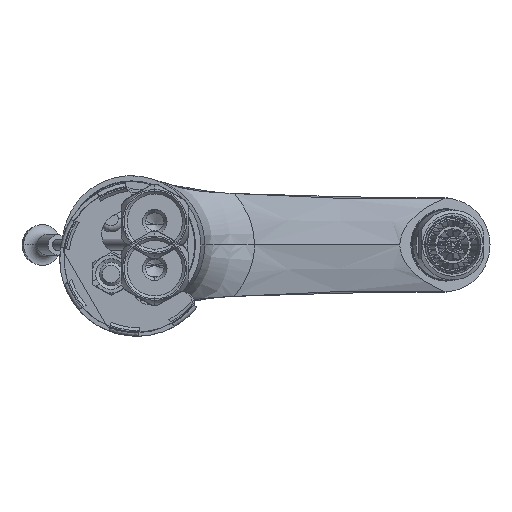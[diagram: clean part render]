
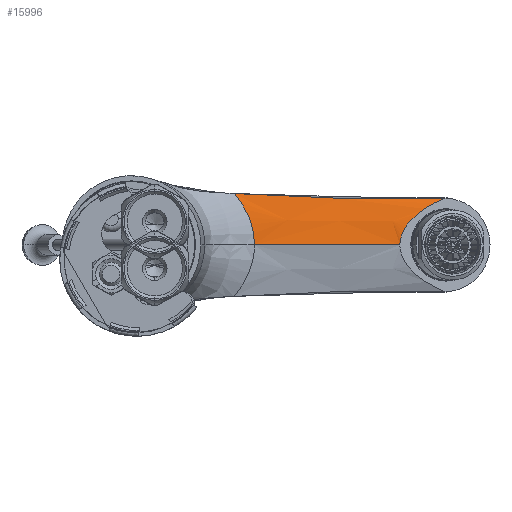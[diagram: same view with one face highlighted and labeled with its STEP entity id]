
A CAD part, front view. The second image highlights one B-rep face of the part: STEP entity #15996.
In plain terms, the highlighted free-form (B-spline) face has degree [3, 3] with [8, 5] control points.
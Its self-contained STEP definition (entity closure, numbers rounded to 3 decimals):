
#4486=CARTESIAN_POINT('',(89.085,-33.284,
0.));
#4487=CARTESIAN_POINT('',(89.085,-33.284,
0.618));
#4488=CARTESIAN_POINT('',(89.197,-33.254,1.853));
#4489=CARTESIAN_POINT('',(89.73,-33.111,3.752));
#4490=CARTESIAN_POINT('',(90.586,-32.882,5.555));
#4491=CARTESIAN_POINT('',(91.751,-32.569,7.294));
#4492=CARTESIAN_POINT('',(93.16,-32.192,8.908));
#4493=CARTESIAN_POINT('',(94.81,-31.75,10.434));
#4494=CARTESIAN_POINT('',(96.735,-31.234,11.905));
#4495=CARTESIAN_POINT('',(98.949,-30.641,13.319));
#4496=CARTESIAN_POINT('',(101.507,-29.955,14.688));
#4497=CARTESIAN_POINT('',(103.488,-29.424,15.571));
#4498=CARTESIAN_POINT('',(104.545,-29.141,16.));
#4500=CARTESIAN_POINT('',(39.172,-37.264,
0.));
#4501=CARTESIAN_POINT('',(42.967,-36.715,
0.));
#4502=CARTESIAN_POINT('',(52.728,-35.448,
0.));
#4503=CARTESIAN_POINT('',(68.515,-34.005,
0.));
#4504=CARTESIAN_POINT('',(81.373,-33.42,
0.));
#4505=CARTESIAN_POINT('',(88.232,-33.296,
0.));
#4506=CARTESIAN_POINT('',(89.085,-33.284,
0.));
#4508=CARTESIAN_POINT('',(39.172,-37.264,
0.));
#4509=CARTESIAN_POINT('',(39.172,-37.264,
0.583));
#4510=CARTESIAN_POINT('',(39.13,-37.254,1.709));
#4511=CARTESIAN_POINT('',(38.964,-37.213,3.277));
#4512=CARTESIAN_POINT('',(38.72,-37.153,4.721));
#4513=CARTESIAN_POINT('',(38.421,-37.08,6.039));
#4514=CARTESIAN_POINT('',(38.085,-36.999,7.228));
#4515=CARTESIAN_POINT('',(37.735,-36.915,8.283));
#4516=CARTESIAN_POINT('',(37.39,-36.834,9.202));
#4517=CARTESIAN_POINT('',(37.013,-36.746,10.11));
#4518=CARTESIAN_POINT('',(36.586,-36.648,11.038));
#4519=CARTESIAN_POINT('',(36.121,-36.542,11.956));
#4520=CARTESIAN_POINT('',(35.629,-36.433,12.849));
#4521=CARTESIAN_POINT('',(35.112,-36.32,13.714));
#4522=CARTESIAN_POINT('',(34.553,-36.201,14.581));
#4523=CARTESIAN_POINT('',(33.916,-36.069,15.501));
#4524=CARTESIAN_POINT('',(33.134,-35.911,16.541));
#4525=CARTESIAN_POINT('',(32.542,-35.795,17.263));
#4526=CARTESIAN_POINT('',(32.224,-35.735,17.634));
#4528=CARTESIAN_POINT('',(104.545,-29.141,16.));
#4529=CARTESIAN_POINT('',(103.25,-29.152,16.045));
#4530=CARTESIAN_POINT('',(100.525,-29.294,15.964));
#4531=CARTESIAN_POINT('',(96.032,-29.554,15.833));
#4532=CARTESIAN_POINT('',(91.148,-29.823,15.807));
#4533=CARTESIAN_POINT('',(85.837,-30.164,15.788));
#4534=CARTESIAN_POINT('',(80.059,-30.575,15.813));
#4535=CARTESIAN_POINT('',(73.765,-31.075,15.886));
#4536=CARTESIAN_POINT('',(66.899,-31.68,16.023));
#4537=CARTESIAN_POINT('',(59.403,-32.413,16.239));
#4538=CARTESIAN_POINT('',(51.206,-33.302,16.556));
#4539=CARTESIAN_POINT('',(42.232,-34.379,16.999));
#4540=CARTESIAN_POINT('',(35.654,-35.253,17.401));
#4541=CARTESIAN_POINT('',(32.224,-35.735,17.634));
#4555=CARTESIAN_POINT('',(89.085,-33.284,
0.));
#4837=CARTESIAN_POINT('',(104.545,-29.141,16.));
#5301=VERTEX_POINT('',#4508);
#5302=VERTEX_POINT('',#4526);
#5708=VERTEX_POINT('',#4555);
#5709=VERTEX_POINT('',#4837);
#15947=CARTESIAN_POINT('',(31.506,-35.766,
17.912));
#15948=CARTESIAN_POINT('',(31.509,-36.667,
14.973));
#15949=CARTESIAN_POINT('',(31.513,-38.019,
8.985));
#15950=CARTESIAN_POINT('',(31.514,-38.46,
2.87));
#15951=CARTESIAN_POINT('',(31.514,-38.451,
-0.177));
#15952=CARTESIAN_POINT('',(37.882,-34.87,
17.466));
#15953=CARTESIAN_POINT('',(37.868,-35.718,
14.618));
#15954=CARTESIAN_POINT('',(37.849,-36.996,
8.789));
#15955=CARTESIAN_POINT('',(37.844,-37.414,2.807));
#15956=CARTESIAN_POINT('',(37.846,-37.405,
-0.173));
#15957=CARTESIAN_POINT('',(50.239,-33.291,
16.752));
#15958=CARTESIAN_POINT('',(50.21,-34.085,
14.058));
#15959=CARTESIAN_POINT('',(50.166,-35.293,
8.487));
#15960=CARTESIAN_POINT('',(50.153,-35.691,
2.711));
#15961=CARTESIAN_POINT('',(50.154,-35.683,
-0.167));
#15962=CARTESIAN_POINT('',(68.606,-31.396,
16.124));
#15963=CARTESIAN_POINT('',(68.58,-32.255,
13.586));
#15964=CARTESIAN_POINT('',(68.538,-33.575,
8.252));
#15965=CARTESIAN_POINT('',(68.519,-34.013,
2.637));
#15966=CARTESIAN_POINT('',(68.515,-34.005,
-0.163));
#15967=CARTESIAN_POINT('',(83.584,-30.205,
15.953));
#15968=CARTESIAN_POINT('',(83.569,-31.23,
13.48));
#15969=CARTESIAN_POINT('',(83.544,-32.807,
8.222));
#15970=CARTESIAN_POINT('',(83.528,-33.332,
2.627));
#15971=CARTESIAN_POINT('',(83.522,-33.322,
-0.162));
#15972=CARTESIAN_POINT('',(95.804,-29.449,
16.023));
#15973=CARTESIAN_POINT('',(95.801,-30.684,
13.567));
#15974=CARTESIAN_POINT('',(95.795,-32.586,
8.299));
#15975=CARTESIAN_POINT('',(95.785,-33.218,
2.65));
#15976=CARTESIAN_POINT('',(95.78,-33.205,
-0.163));
#15977=CARTESIAN_POINT('',(102.034,-29.137,
16.132));
#15978=CARTESIAN_POINT('',(102.034,-30.536,
13.672));
#15979=CARTESIAN_POINT('',(102.034,-32.685,
8.374));
#15980=CARTESIAN_POINT('',(102.03,-33.399,
2.674));
#15981=CARTESIAN_POINT('',(102.028,-33.384,
-0.165));
#15982=CARTESIAN_POINT('',(105.269,-28.995,
16.209));
#15983=CARTESIAN_POINT('',(105.269,-30.492,
13.744));
#15984=CARTESIAN_POINT('',(105.269,-32.789,
8.425));
#15985=CARTESIAN_POINT('',(105.27,-33.551,
2.69));
#15986=CARTESIAN_POINT('',(105.27,-33.536,
-0.166));
#15987=B_SPLINE_SURFACE_WITH_KNOTS('',3,3,((#15947,#15948,#15949,#15950,#15951),
(#15952,#15953,#15954,#15955,#15956),(#15957,#15958,#15959,#15960,#15961),(
#15962,#15963,#15964,#15965,#15966),(#15967,#15968,#15969,#15970,#15971),
(#15972,#15973,#15974,#15975,#15976),(#15977,#15978,#15979,#15980,#15981),(
#15982,#15983,#15984,#15985,#15986)),.UNSPECIFIED.,.F.,.F.,.F.,(4,1,1,1,1,4),(4,
1,4),(-0.017,0.25,0.5,0.75,0.875,1.01),(
-0.013,0.5,1.01),.UNSPECIFIED.);
#15988=ORIENTED_EDGE('',*,*,#5827,.F.);
#15990=ORIENTED_EDGE('',*,*,#15989,.F.);
#15991=ORIENTED_EDGE('',*,*,#15936,.T.);
#15993=ORIENTED_EDGE('',*,*,#15992,.F.);
#15994=EDGE_LOOP('',(#15988,#15990,#15991,#15993));
#15995=FACE_OUTER_BOUND('',#15994,.F.);
#15996=ADVANCED_FACE('',(#15995),#15987,.F.);
#4499=B_SPLINE_CURVE_WITH_KNOTS('',3,(#4486,#4487,#4488,#4489,#4490,#4491,#4492,
#4493,#4494,#4495,#4496,#4497,#4498),.UNSPECIFIED.,.F.,.F.,(4,1,1,1,1,1,1,1,1,1,
4),(0.,0.1,0.2,0.3,0.4,0.5,0.6,0.7,0.8,0.9,1.),
.UNSPECIFIED.);
#4507=B_SPLINE_CURVE_WITH_KNOTS('',3,(#4500,#4501,#4502,#4503,#4504,#4505,
#4506),.UNSPECIFIED.,.F.,.F.,(4,1,1,1,4),(0.,0.23,
0.589,0.949,1.),.UNSPECIFIED.);
#4527=B_SPLINE_CURVE_WITH_KNOTS('',3,(#4508,#4509,#4510,#4511,#4512,#4513,#4514,
#4515,#4516,#4517,#4518,#4519,#4520,#4521,#4522,#4523,#4524,#4525,#4526),
.UNSPECIFIED.,.F.,.F.,(4,1,1,1,1,1,1,1,1,1,1,1,1,1,1,1,4),(0.,0.063,0.125,
0.188,0.25,0.313,0.375,0.438,0.5,0.563,0.625,0.688,
0.75,0.813,0.875,0.938,1.),.UNSPECIFIED.);
#4542=B_SPLINE_CURVE_WITH_KNOTS('',3,(#4528,#4529,#4530,#4531,#4532,#4533,#4534,
#4535,#4536,#4537,#4538,#4539,#4540,#4541),.UNSPECIFIED.,.F.,.F.,(4,1,1,1,1,1,1,
1,1,1,1,4),(0.,0.091,0.182,0.273,
0.364,0.455,0.545,0.636,
0.727,0.818,0.909,1.),.UNSPECIFIED.);
#5827=EDGE_CURVE('',#5708,#5709,#4499,.T.);
#15936=EDGE_CURVE('',#5301,#5302,#4527,.T.);
#15989=EDGE_CURVE('',#5301,#5708,#4507,.T.);
#15992=EDGE_CURVE('',#5709,#5302,#4542,.T.);
